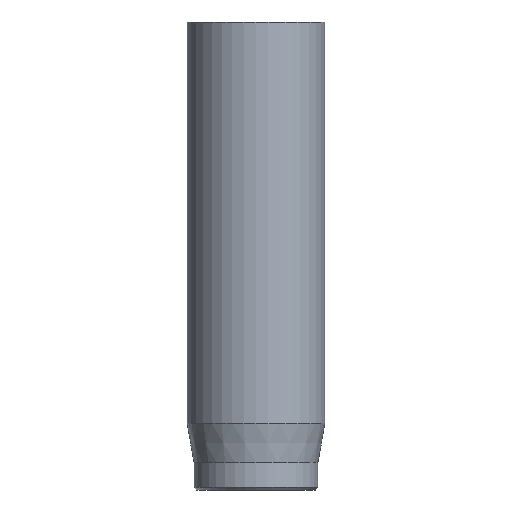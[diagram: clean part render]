
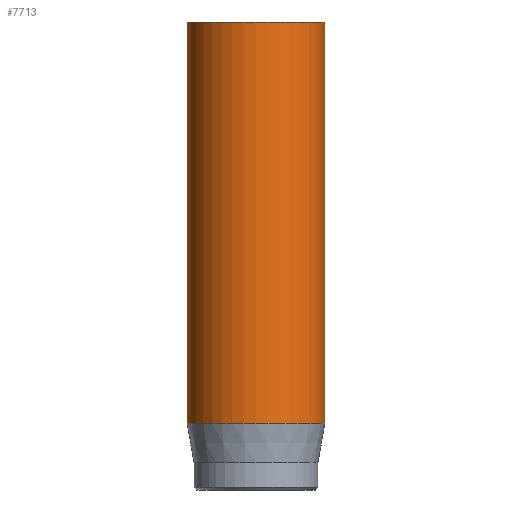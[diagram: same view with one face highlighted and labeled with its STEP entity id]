
A CAD part, front view. The second image highlights one B-rep face of the part: STEP entity #7713.
In plain terms, the highlighted cylindrical face has radius 2.5 mm (diameter 5 mm), a full revolution.
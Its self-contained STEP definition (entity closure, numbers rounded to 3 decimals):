
#32=CYLINDRICAL_SURFACE('',#8044,2.5);
#47=CIRCLE('',#8013,2.5);
#63=CIRCLE('',#8042,2.5);
#64=CIRCLE('',#8043,2.5);
#1071=FACE_OUTER_BOUND('',#1545,.T.);
#1545=EDGE_LOOP('',(#6973,#6974,#6975,#6976,#6977));
#2258=LINE('',#13971,#2977);
#2977=VECTOR('',#9267,2.5);
#3698=VERTEX_POINT('',#13912);
#3714=VERTEX_POINT('',#13965);
#3715=VERTEX_POINT('',#13966);
#4783=EDGE_CURVE('',#3698,#3698,#47,.T.);
#4807=EDGE_CURVE('',#3714,#3715,#63,.T.);
#4808=EDGE_CURVE('',#3715,#3714,#64,.T.);
#4810=EDGE_CURVE('',#3698,#3714,#2258,.T.);
#6973=ORIENTED_EDGE('',*,*,#4783,.T.);
#6974=ORIENTED_EDGE('',*,*,#4810,.T.);
#6975=ORIENTED_EDGE('',*,*,#4807,.T.);
#6976=ORIENTED_EDGE('',*,*,#4808,.T.);
#6977=ORIENTED_EDGE('',*,*,#4810,.F.);
#7713=ADVANCED_FACE('',(#1071),#32,.T.);
#8013=AXIS2_PLACEMENT_3D('',#13913,#9194,#9195);
#8042=AXIS2_PLACEMENT_3D('',#13967,#9260,#9261);
#8043=AXIS2_PLACEMENT_3D('',#13968,#9262,#9263);
#8044=AXIS2_PLACEMENT_3D('',#13970,#9265,#9266);
#9194=DIRECTION('center_axis',(0.,0.,-1.));
#9195=DIRECTION('ref_axis',(-1.,0.,0.));
#9260=DIRECTION('center_axis',(0.,0.,1.));
#9261=DIRECTION('ref_axis',(-1.,0.,0.));
#9262=DIRECTION('center_axis',(0.,0.,1.));
#9263=DIRECTION('ref_axis',(-1.,0.,0.));
#9265=DIRECTION('center_axis',(0.,0.,1.));
#9266=DIRECTION('ref_axis',(-1.,0.,0.));
#9267=DIRECTION('',(0.,0.,-1.));
#13912=CARTESIAN_POINT('',(2.5,0.,17.));
#13913=CARTESIAN_POINT('Origin',(0.,0.,17.));
#13965=CARTESIAN_POINT('',(2.5,0.,2.418));
#13966=CARTESIAN_POINT('',(-2.5,0.,2.418));
#13967=CARTESIAN_POINT('Origin',(0.,0.,2.418));
#13968=CARTESIAN_POINT('Origin',(0.,0.,2.418));
#13970=CARTESIAN_POINT('Origin',(0.,0.,0.));
#13971=CARTESIAN_POINT('',(2.5,0.,0.));
